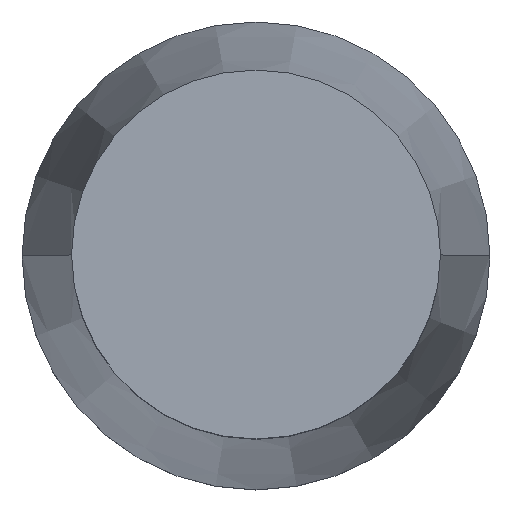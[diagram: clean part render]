
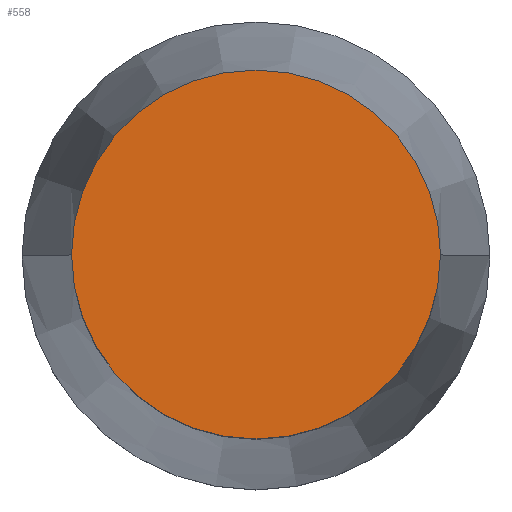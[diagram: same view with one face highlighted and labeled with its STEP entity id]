
A CAD part, top view. The second image highlights one B-rep face of the part: STEP entity #558.
In plain terms, the highlighted planar face has unit normal (0, 0, 1).
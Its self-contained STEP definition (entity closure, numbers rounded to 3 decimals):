
#6 = ORIENTED_EDGE ( 'NONE', *, *, #307, .T. ) ;
#7 = CARTESIAN_POINT ( 'NONE',  ( 0., 0., 0. ) ) ;
#183 = AXIS2_PLACEMENT_3D ( 'NONE', #342, #289, #615 ) ;
#217 = CIRCLE ( 'NONE', #377, 10.25 ) ;
#274 = FACE_OUTER_BOUND ( 'NONE', #469, .T. ) ;
#289 = DIRECTION ( 'NONE',  ( 0., 0., -1. ) ) ;
#292 = VERTEX_POINT ( 'NONE', #703 ) ;
#307 = EDGE_CURVE ( 'NONE', #466, #292, #217, .T. ) ;
#338 = PLANE ( 'NONE',  #183 ) ;
#342 = CARTESIAN_POINT ( 'NONE',  ( 0., 0., 0. ) ) ;
#343 = DIRECTION ( 'NONE',  ( 0., 0., 1. ) ) ;
#377 = AXIS2_PLACEMENT_3D ( 'NONE', #554, #389, #722 ) ;
#389 = DIRECTION ( 'NONE',  ( 0., 0., 1. ) ) ;
#396 = CARTESIAN_POINT ( 'NONE',  ( -10.25, 0., 0. ) ) ;
#421 = EDGE_CURVE ( 'NONE', #292, #466, #726, .T. ) ;
#466 = VERTEX_POINT ( 'NONE', #396 ) ;
#469 = EDGE_LOOP ( 'NONE', ( #619, #6 ) ) ;
#554 = CARTESIAN_POINT ( 'NONE',  ( 0., 0., 0. ) ) ;
#558 = ADVANCED_FACE ( 'NONE', ( #274 ), #338, .F. ) ;
#565 = DIRECTION ( 'NONE',  ( 1., 0., 0. ) ) ;
#615 = DIRECTION ( 'NONE',  ( -1., 0., 0. ) ) ;
#619 = ORIENTED_EDGE ( 'NONE', *, *, #421, .T. ) ;
#638 = AXIS2_PLACEMENT_3D ( 'NONE', #7, #343, #565 ) ;
#703 = CARTESIAN_POINT ( 'NONE',  ( 10.25, 0., 0. ) ) ;
#722 = DIRECTION ( 'NONE',  ( 1., 0., 0. ) ) ;
#726 = CIRCLE ( 'NONE', #638, 10.25 ) ;
